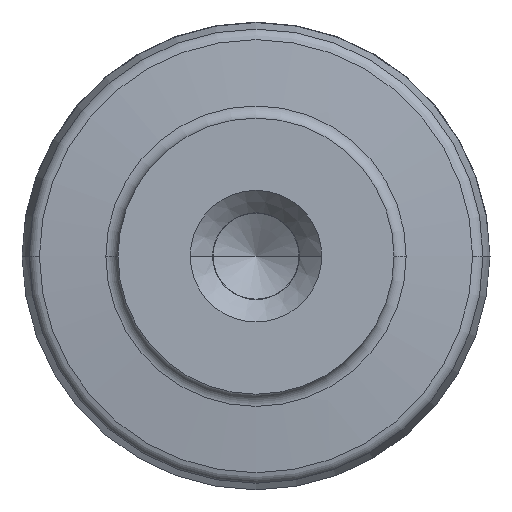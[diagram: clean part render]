
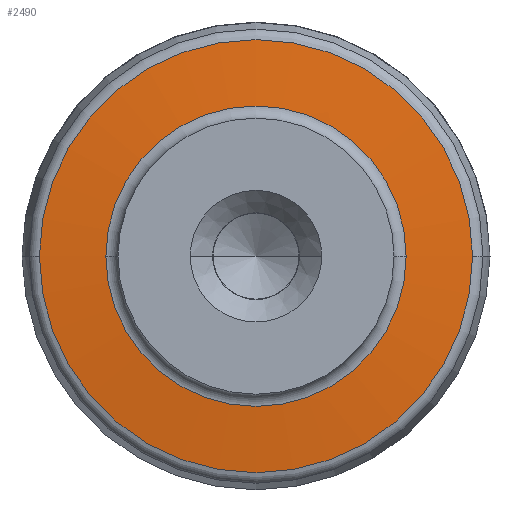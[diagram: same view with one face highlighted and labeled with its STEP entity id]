
A CAD part, front view. The second image highlights one B-rep face of the part: STEP entity #2490.
In plain terms, the highlighted spherical face has radius 72.5 mm.
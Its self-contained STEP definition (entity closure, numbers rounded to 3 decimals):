
#1190=CARTESIAN_POINT('',(-8.235,18.469,0.));
#1200=VERTEX_POINT('',#1190);
#1230=CARTESIAN_POINT('',(0.,18.469,0.));
#1240=DIRECTION('',(0.,-1.,0.));
#1250=DIRECTION('',(0.,0.,1.));
#1260=AXIS2_PLACEMENT_3D('',#1230,#1240,#1250);
#1270=CIRCLE('',#1260,8.235);
#1280=CARTESIAN_POINT('',(8.235,18.469,0.));
#1290=VERTEX_POINT('',#1280);
#1300=EDGE_CURVE('',#1200,#1290,#1270,.T.);
#1560=CARTESIAN_POINT('',(0.,18.225,0.));
#1570=DIRECTION('',(0.,1.,0.));
#1580=DIRECTION('',(0.,0.,1.));
#1590=AXIS2_PLACEMENT_3D('',#1560,#1570,#1580);
#1600=CIRCLE('',#1590,5.711);
#1610=CARTESIAN_POINT('',(0.,18.225,5.711));
#1620=VERTEX_POINT('',#1610);
#1630=CARTESIAN_POINT('',(5.711,18.225,0.));
#1640=VERTEX_POINT('',#1630);
#1650=EDGE_CURVE('',#1620,#1640,#1600,.T.);
#1940=CARTESIAN_POINT('',(-5.711,18.225,0.));
#1950=VERTEX_POINT('',#1940);
#1980=EDGE_CURVE('',#1950,#1620,#1600,.T.);
#2290=CARTESIAN_POINT('',(0.,90.5,0.));
#2300=DIRECTION('',(-1.,0.,0.));
#2310=DIRECTION('',(0.,0.,1.));
#2320=AXIS2_PLACEMENT_3D('',#2290,#2300,#2310);
#2330=SPHERICAL_SURFACE('',#2320,72.5);
#2340=ORIENTED_EDGE('',*,*,#1300,.T.);
#2350=CARTESIAN_POINT('',(0.,18.469,8.235));
#2360=VERTEX_POINT('',#2350);
#2370=EDGE_CURVE('',#2360,#1200,#1270,.T.);
#2380=ORIENTED_EDGE('',*,*,#2370,.T.);
#2390=EDGE_CURVE('',#1290,#2360,#1270,.T.);
#2400=ORIENTED_EDGE('',*,*,#2390,.T.);
#2410=EDGE_LOOP('',(#2400,#2380,#2340));
#2420=FACE_OUTER_BOUND('',#2410,.T.);
#2430=EDGE_CURVE('',#1640,#1950,#1600,.T.);
#2440=ORIENTED_EDGE('',*,*,#2430,.T.);
#2450=ORIENTED_EDGE('',*,*,#1650,.T.);
#2460=ORIENTED_EDGE('',*,*,#1980,.T.);
#2470=EDGE_LOOP('',(#2460,#2450,#2440));
#2480=FACE_BOUND('',#2470,.T.);
#2490=ADVANCED_FACE('',(#2420,#2480),#2330,.T.);
